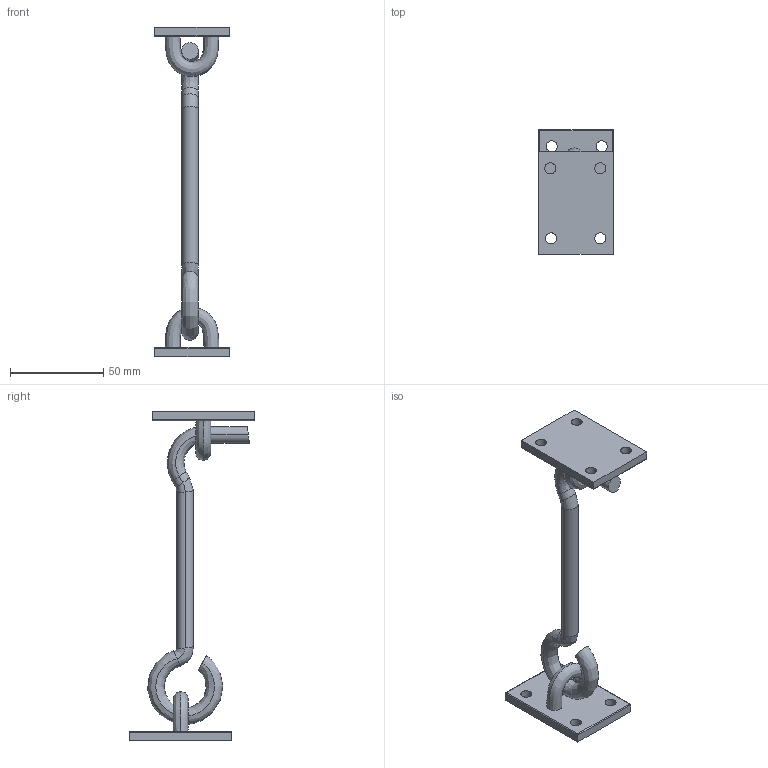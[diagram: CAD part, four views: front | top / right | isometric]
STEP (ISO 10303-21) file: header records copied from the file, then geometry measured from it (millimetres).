
FILE_DESCRIPTION (( 'STEP AP214' ), '1' );
FILE_NAME ('04589-Cabin Hook 150mm.STEP', '2025-08-07T22:00:18', ( '' ), ( '' ), 'SwSTEP 2.0', 'SolidWorks 2025', '' );
FILE_SCHEMA (( 'AUTOMOTIVE_DESIGN' ));
Length unit declared in the file: millimetre
Products named in the file (3): 4589 Hook; 04589-Cabin Hook 150mm; 4589 plate
Assembly tree (3 placements, depth 2):
  04589-Cabin Hook 150mm
    4589 Hook
    4589 plate  x2
Bounding box: 40.03 x 67.14 x 177 mm (x, y, z)
Volume: 40727.1 mm3; surface area: 19950.3 mm2
Topology: 3 solids, 3 shells, 56 faces, 130 edges, 80 vertices
Faces by surface type: cylinder 24, bspline 18, plane 14
Entity records: 2428 total; most frequent: CARTESIAN_POINT 1606, ORIENTED_EDGE 160, DIRECTION 148, EDGE_CURVE 80, AXIS2_PLACEMENT_3D 62, VERTEX_POINT 48, EDGE_LOOP 46, ADVANCED_FACE 36
